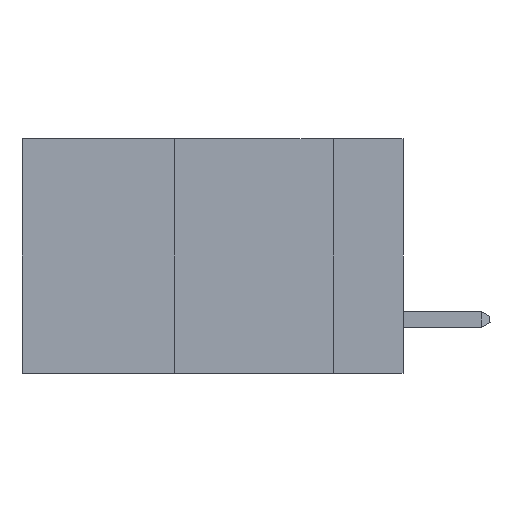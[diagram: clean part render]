
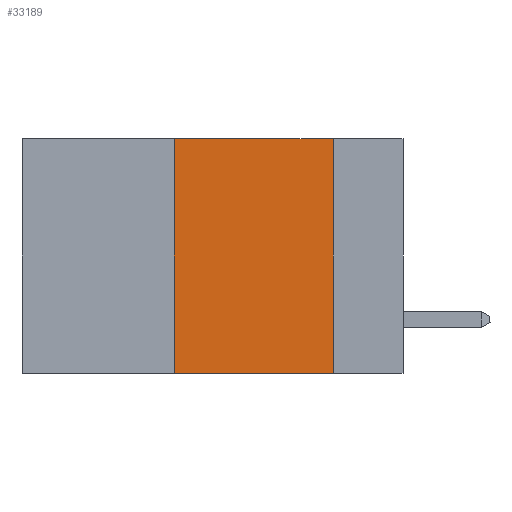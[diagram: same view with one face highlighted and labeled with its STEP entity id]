
A CAD part, left-side view. The second image highlights one B-rep face of the part: STEP entity #33189.
In plain terms, the highlighted planar face has unit normal (-1, 0, 0).
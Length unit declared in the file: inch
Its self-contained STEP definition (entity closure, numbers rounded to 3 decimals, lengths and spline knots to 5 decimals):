
#478 = EDGE_CURVE ( 'NONE', #36294, #28260, #17074, .T. ) ;
#1045 = CARTESIAN_POINT ( 'NONE',  ( 0., 0.36, 0. ) ) ;
#3126 = ORIENTED_EDGE ( 'NONE', *, *, #10099, .F. ) ;
#4347 = ORIENTED_EDGE ( 'NONE', *, *, #18075, .F. ) ;
#4556 = LINE ( 'NONE', #24502, #11161 ) ;
#5088 = CARTESIAN_POINT ( 'NONE',  ( 0., 0.11, 0. ) ) ;
#5769 = ORIENTED_EDGE ( 'NONE', *, *, #20336, .F. ) ;
#6338 = DIRECTION ( 'NONE',  ( 0., 0., -1. ) ) ;
#6440 = DIRECTION ( 'NONE',  ( 0., 0., 1. ) ) ;
#7054 = CARTESIAN_POINT ( 'NONE',  ( 0., 0.11, -0.37 ) ) ;
#7110 = VECTOR ( 'NONE', #6440, 39.37008 ) ;
#9206 = CARTESIAN_POINT ( 'NONE',  ( 0., 0.6, 0. ) ) ;
#10099 = EDGE_CURVE ( 'NONE', #33890, #20516, #4556, .T. ) ;
#10414 = ORIENTED_EDGE ( 'NONE', *, *, #478, .T. ) ;
#11161 = VECTOR ( 'NONE', #29528, 39.37008 ) ;
#17074 = LINE ( 'NONE', #26367, #20180 ) ;
#17213 = FACE_OUTER_BOUND ( 'NONE', #36445, .T. ) ;
#18075 = EDGE_CURVE ( 'NONE', #36294, #33890, #22095, .T. ) ;
#20180 = VECTOR ( 'NONE', #29344, 39.37008 ) ;
#20336 = EDGE_CURVE ( 'NONE', #20516, #28260, #27705, .T. ) ;
#20515 = CARTESIAN_POINT ( 'NONE',  ( 0., 0.36, -0.37 ) ) ;
#20516 = VERTEX_POINT ( 'NONE', #29740 ) ;
#20594 = CARTESIAN_POINT ( 'NONE',  ( 0., 0.36, 0. ) ) ;
#22095 = LINE ( 'NONE', #1045, #7110 ) ;
#24502 = CARTESIAN_POINT ( 'NONE',  ( 0., 0.6, 0. ) ) ;
#26347 = DIRECTION ( 'NONE',  ( 1., 0., 0. ) ) ;
#26367 = CARTESIAN_POINT ( 'NONE',  ( 0., 0.6, -0.37 ) ) ;
#26475 = PLANE ( 'NONE',  #28173 ) ;
#27220 = DIRECTION ( 'NONE',  ( 0., 0., -1. ) ) ;
#27705 = LINE ( 'NONE', #5088, #36139 ) ;
#28173 = AXIS2_PLACEMENT_3D ( 'NONE', #9206, #26347, #6338 ) ;
#28260 = VERTEX_POINT ( 'NONE', #7054 ) ;
#29344 = DIRECTION ( 'NONE',  ( 0., -1., 0. ) ) ;
#29528 = DIRECTION ( 'NONE',  ( 0., -1., 0. ) ) ;
#29740 = CARTESIAN_POINT ( 'NONE',  ( 0., 0.11, 0. ) ) ;
#33189 = ADVANCED_FACE ( 'NONE', ( #17213 ), #26475, .F. ) ;
#33890 = VERTEX_POINT ( 'NONE', #20594 ) ;
#36139 = VECTOR ( 'NONE', #27220, 39.37008 ) ;
#36294 = VERTEX_POINT ( 'NONE', #20515 ) ;
#36445 = EDGE_LOOP ( 'NONE', ( #5769, #3126, #4347, #10414 ) ) ;
